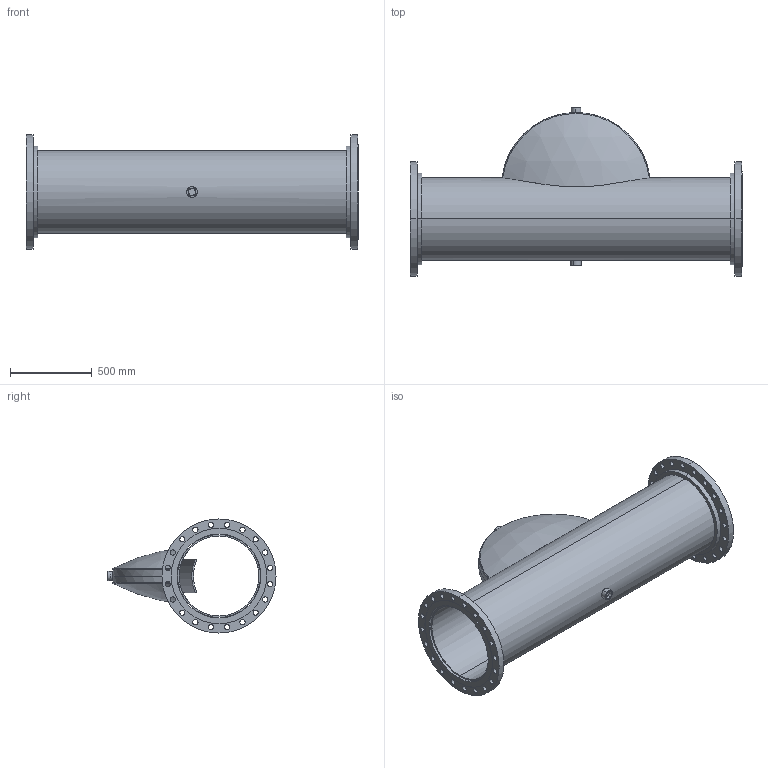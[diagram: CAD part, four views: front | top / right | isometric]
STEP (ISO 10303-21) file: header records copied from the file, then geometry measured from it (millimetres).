
FILE_DESCRIPTION (( 'STEP AP203' ), '1' );
FILE_NAME ('AP-120.STEP', '2021-03-10T15:56:34', ( '' ), ( '' ), 'SwSTEP 2.0', 'SolidWorks 2021', '' );
FILE_SCHEMA (( 'CONFIG_CONTROL_DESIGN' ));
Length unit declared in the file: inch
Products named in the file (7): Couplings_9500564; 99D0375; 9461160; 99P2614_71; AP-120; Couplings_9500562; 99P2615_71
Assembly tree (8 placements, depth 2):
  AP-120
    99P2614_71
    9461160  x2
    99D0375  x2
    Couplings_9500562
    Couplings_9500564
    99P2615_71
Bounding box: 2032 x 1028.7 x 698.5 mm (x, y, z)
Volume: 48371210.5 mm3; surface area: 9232896 mm2
Topology: 8 solids, 8 shells, 180 faces, 462 edges, 304 vertices
Faces by surface type: cylinder 126, plane 32, torus 8, bspline 6, sphere 4, cone 4
Entity records: 5012 total; most frequent: CARTESIAN_POINT 1401, DIRECTION 638, ORIENTED_EDGE 540, EDGE_CURVE 270, AXIS2_PLACEMENT_3D 270, VERTEX_POINT 178, EDGE_LOOP 164, CIRCLE 154
